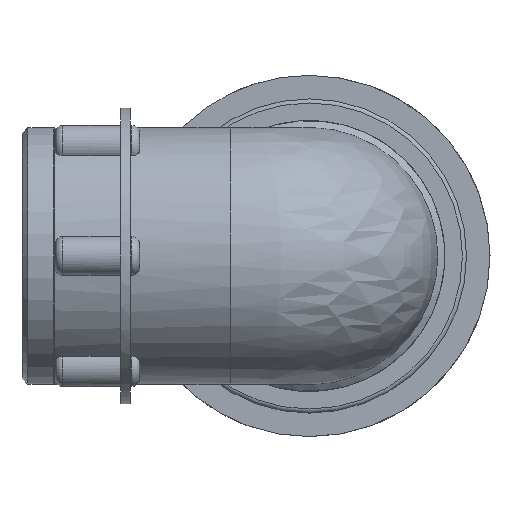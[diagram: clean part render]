
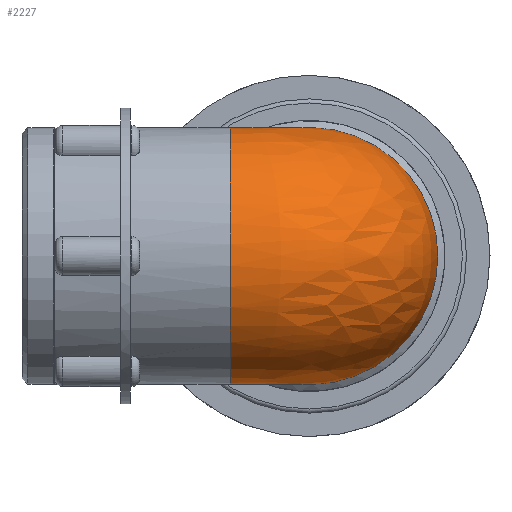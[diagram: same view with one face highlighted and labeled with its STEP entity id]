
A CAD part, left-side view. The second image highlights one B-rep face of the part: STEP entity #2227.
In plain terms, the highlighted free-form (B-spline) face has degree [2, 2] with [7, 3] control points.
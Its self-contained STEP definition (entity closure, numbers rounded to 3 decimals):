
#24=(
BOUNDED_SURFACE()
B_SPLINE_SURFACE(2,2,((#4128,#4129,#4130),(#4131,#4132,#4133),(#4134,#4135,
#4136),(#4137,#4138,#4139),(#4140,#4141,#4142),(#4143,#4144,#4145),(#4146,
#4147,#4148)),.UNSPECIFIED.,.F.,.F.,.F.)
B_SPLINE_SURFACE_WITH_KNOTS((3,2,2,3),(3,3),(-2.234,-0.745,
0.745,2.234),(-3.142,-1.571),
 .UNSPECIFIED.)
GEOMETRIC_REPRESENTATION_ITEM()
RATIONAL_B_SPLINE_SURFACE(((1.,0.707,1.),(0.735,
0.52,0.735),(1.,0.707,1.),(0.735,
0.52,0.735),(1.,0.707,1.),(0.735,
0.52,0.735),(1.,0.707,1.)))
REPRESENTATION_ITEM('')
SURFACE()
);
#247=FACE_OUTER_BOUND('',#388,.T.);
#388=EDGE_LOOP('',(#1818,#1819));
#570=CIRCLE('',#2449,46.947);
#587=CIRCLE('',#2479,46.947);
#1044=VERTEX_POINT('',#4040);
#1045=VERTEX_POINT('',#4042);
#1321=EDGE_CURVE('',#1045,#1044,#570,.T.);
#1343=EDGE_CURVE('',#1045,#1044,#587,.T.);
#1818=ORIENTED_EDGE('',*,*,#1321,.T.);
#1819=ORIENTED_EDGE('',*,*,#1343,.F.);
#2227=ADVANCED_FACE('',(#247),#24,.F.);
#2449=AXIS2_PLACEMENT_3D('',#4043,#3003,#3004);
#2479=AXIS2_PLACEMENT_3D('',#4099,#3063,#3064);
#3003=DIRECTION('center_axis',(0.,-1.,0.));
#3004=DIRECTION('ref_axis',(-1.,0.,0.));
#3063=DIRECTION('center_axis',(1.,0.,0.));
#3064=DIRECTION('ref_axis',(0.,-1.,0.));
#4040=CARTESIAN_POINT('',(28.89,28.89,-37.005));
#4042=CARTESIAN_POINT('',(28.89,28.89,37.005));
#4043=CARTESIAN_POINT('Origin',(0.,28.89,0.));
#4099=CARTESIAN_POINT('Origin',(28.89,0.,0.));
#4128=CARTESIAN_POINT('Ctrl Pts',(28.89,28.89,-37.005));
#4129=CARTESIAN_POINT('Ctrl Pts',(28.89,28.89,-37.005));
#4130=CARTESIAN_POINT('Ctrl Pts',(28.89,28.89,-37.005));
#4131=CARTESIAN_POINT('Ctrl Pts',(-5.209,28.89,-63.627));
#4132=CARTESIAN_POINT('Ctrl Pts',(-5.209,-5.209,-63.627));
#4133=CARTESIAN_POINT('Ctrl Pts',(28.89,-5.209,-63.627));
#4134=CARTESIAN_POINT('Ctrl Pts',(-34.524,28.89,-31.813));
#4135=CARTESIAN_POINT('Ctrl Pts',(-34.524,-34.524,-31.813));
#4136=CARTESIAN_POINT('Ctrl Pts',(28.89,-34.524,-31.813));
#4137=CARTESIAN_POINT('Ctrl Pts',(-63.84,28.89,0.));
#4138=CARTESIAN_POINT('Ctrl Pts',(-63.84,-63.84,0.));
#4139=CARTESIAN_POINT('Ctrl Pts',(28.89,-63.84,0.));
#4140=CARTESIAN_POINT('Ctrl Pts',(-34.524,28.89,31.813));
#4141=CARTESIAN_POINT('Ctrl Pts',(-34.524,-34.524,31.813));
#4142=CARTESIAN_POINT('Ctrl Pts',(28.89,-34.524,31.813));
#4143=CARTESIAN_POINT('Ctrl Pts',(-5.209,28.89,63.627));
#4144=CARTESIAN_POINT('Ctrl Pts',(-5.209,-5.209,63.627));
#4145=CARTESIAN_POINT('Ctrl Pts',(28.89,-5.209,63.627));
#4146=CARTESIAN_POINT('Ctrl Pts',(28.89,28.89,37.005));
#4147=CARTESIAN_POINT('Ctrl Pts',(28.89,28.89,37.005));
#4148=CARTESIAN_POINT('Ctrl Pts',(28.89,28.89,37.005));
